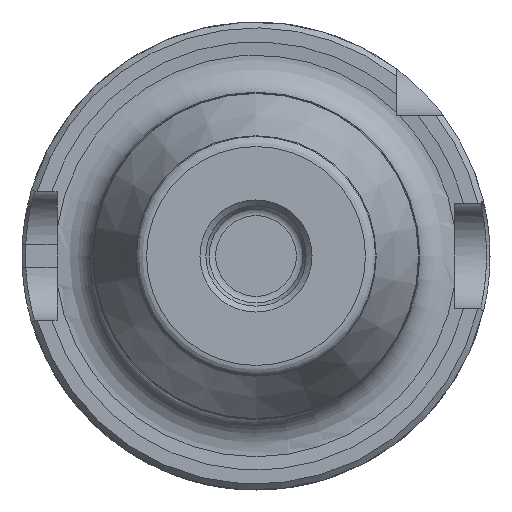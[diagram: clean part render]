
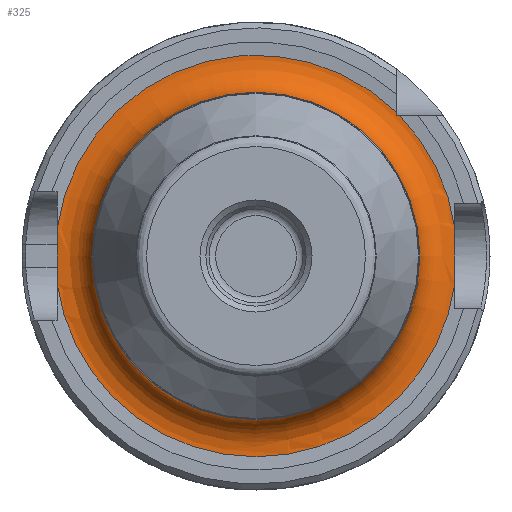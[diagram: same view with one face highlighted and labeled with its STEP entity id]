
A CAD part, left-side view. The second image highlights one B-rep face of the part: STEP entity #325.
In plain terms, the highlighted toroidal (fillet/blend) face has major radius 16.9 mm and minor radius 3 mm.
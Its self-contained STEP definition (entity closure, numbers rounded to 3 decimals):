
#69=FACE_BOUND('',#540,.T.);
#70=FACE_BOUND('',#541,.T.);
#114=TOROIDAL_SURFACE('',#1764,16.9,3.);
#228=B_SPLINE_CURVE_WITH_KNOTS('',3,(#3105,#3106,#3107,#3108,#3109,#3110),
 .UNSPECIFIED.,.F.,.F.,(4,2,4),(0.,0.5,1.),.UNSPECIFIED.);
#235=B_SPLINE_CURVE_WITH_KNOTS('',3,(#3211,#3212,#3213,#3214,#3215,#3216),
 .UNSPECIFIED.,.F.,.F.,(4,2,4),(0.,0.5,1.),.UNSPECIFIED.);
#237=B_SPLINE_CURVE_WITH_KNOTS('',3,(#3229,#3230,#3231,#3232),
 .UNSPECIFIED.,.F.,.F.,(4,4),(0.,1.),.UNSPECIFIED.);
#240=B_SPLINE_CURVE_WITH_KNOTS('',3,(#3244,#3245,#3246,#3247),
 .UNSPECIFIED.,.F.,.F.,(4,4),(0.,1.),.UNSPECIFIED.);
#325=ADVANCED_FACE('',(#69,#70),#114,.F.);
#540=EDGE_LOOP('',(#1052));
#541=EDGE_LOOP('',(#1053,#1054,#1055,#1056,#1057,#1058,#1059));
#632=CIRCLE('',#1758,13.9);
#633=CIRCLE('',#1760,17.161);
#634=CIRCLE('',#1762,17.161);
#635=CIRCLE('',#1763,17.161);
#1052=ORIENTED_EDGE('',*,*,#1469,.F.);
#1053=ORIENTED_EDGE('',*,*,#1471,.T.);
#1054=ORIENTED_EDGE('',*,*,#1455,.F.);
#1055=ORIENTED_EDGE('',*,*,#1458,.F.);
#1056=ORIENTED_EDGE('',*,*,#1470,.T.);
#1057=ORIENTED_EDGE('',*,*,#1450,.F.);
#1058=ORIENTED_EDGE('',*,*,#1472,.T.);
#1059=ORIENTED_EDGE('',*,*,#1427,.F.);
#1224=VERTEX_POINT('',#3104);
#1225=VERTEX_POINT('',#3111);
#1236=VERTEX_POINT('',#3210);
#1237=VERTEX_POINT('',#3217);
#1239=VERTEX_POINT('',#3228);
#1240=VERTEX_POINT('',#3233);
#1241=VERTEX_POINT('',#3243);
#1246=VERTEX_POINT('',#3364);
#1427=EDGE_CURVE('',#1224,#1225,#228,.T.);
#1450=EDGE_CURVE('',#1236,#1237,#235,.T.);
#1455=EDGE_CURVE('',#1239,#1240,#237,.T.);
#1458=EDGE_CURVE('',#1241,#1239,#240,.T.);
#1469=EDGE_CURVE('',#1246,#1246,#632,.T.);
#1470=EDGE_CURVE('',#1241,#1237,#633,.T.);
#1471=EDGE_CURVE('',#1224,#1240,#634,.T.);
#1472=EDGE_CURVE('',#1236,#1225,#635,.T.);
#1758=AXIS2_PLACEMENT_3D('',#3363,#2126,#2127);
#1760=AXIS2_PLACEMENT_3D('',#3366,#2130,#2131);
#1762=AXIS2_PLACEMENT_3D('',#3368,#2134,#2135);
#1763=AXIS2_PLACEMENT_3D('',#3369,#2136,#2137);
#1764=AXIS2_PLACEMENT_3D('',#3370,#2138,#2139);
#2126=DIRECTION('',(-1.,0.,0.));
#2127=DIRECTION('',(0.,0.,-1.));
#2130=DIRECTION('',(-1.,0.,0.));
#2131=DIRECTION('',(0.,0.,-1.));
#2134=DIRECTION('',(-1.,0.,0.));
#2135=DIRECTION('',(0.,0.,-1.));
#2136=DIRECTION('',(-1.,0.,0.));
#2137=DIRECTION('',(0.,0.,-1.));
#2138=DIRECTION('',(1.,0.,0.));
#2139=DIRECTION('',(0.,0.,-1.));
#3104=CARTESIAN_POINT('',(40.1,-17.,2.349));
#3105=CARTESIAN_POINT('',(40.1,-17.,2.349));
#3106=CARTESIAN_POINT('',(40.109,-17.,1.562));
#3107=CARTESIAN_POINT('',(40.11,-17.,0.769));
#3108=CARTESIAN_POINT('',(40.11,-17.,-0.79));
#3109=CARTESIAN_POINT('',(40.109,-17.,-1.569));
#3110=CARTESIAN_POINT('',(40.1,-17.,-2.349));
#3111=CARTESIAN_POINT('',(40.1,-17.,-2.349));
#3210=CARTESIAN_POINT('',(40.1,17.,-2.349));
#3211=CARTESIAN_POINT('',(40.1,17.,-2.349));
#3212=CARTESIAN_POINT('',(40.109,17.,-1.562));
#3213=CARTESIAN_POINT('',(40.11,17.,-0.77));
#3214=CARTESIAN_POINT('',(40.11,17.,0.79));
#3215=CARTESIAN_POINT('',(40.109,17.,1.569));
#3216=CARTESIAN_POINT('',(40.1,17.,2.349));
#3217=CARTESIAN_POINT('',(40.1,17.,2.349));
#3228=CARTESIAN_POINT('',(40.111,-12.,12.));
#3229=CARTESIAN_POINT('',(40.111,-12.,12.));
#3230=CARTESIAN_POINT('',(40.109,-12.09,12.));
#3231=CARTESIAN_POINT('',(40.106,-12.179,12.));
#3232=CARTESIAN_POINT('',(40.1,-12.268,12.));
#3233=CARTESIAN_POINT('',(40.1,-12.268,12.));
#3243=CARTESIAN_POINT('',(40.1,-12.,12.268));
#3244=CARTESIAN_POINT('',(40.1,-12.,12.268));
#3245=CARTESIAN_POINT('',(40.106,-12.,12.179));
#3246=CARTESIAN_POINT('',(40.109,-12.,12.089));
#3247=CARTESIAN_POINT('',(40.111,-12.,12.));
#3363=CARTESIAN_POINT('',(37.111,0.,0.));
#3364=CARTESIAN_POINT('',(37.111,0.,-13.9));
#3366=CARTESIAN_POINT('',(40.1,0.,0.));
#3368=CARTESIAN_POINT('',(40.1,0.,0.));
#3369=CARTESIAN_POINT('',(40.1,0.,0.));
#3370=CARTESIAN_POINT('',(37.111,0.,0.));
